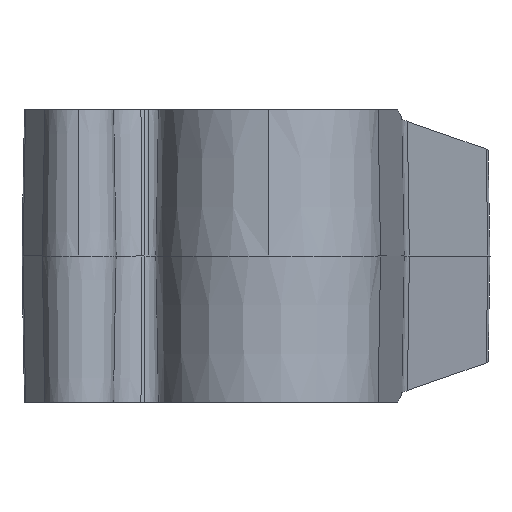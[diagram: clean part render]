
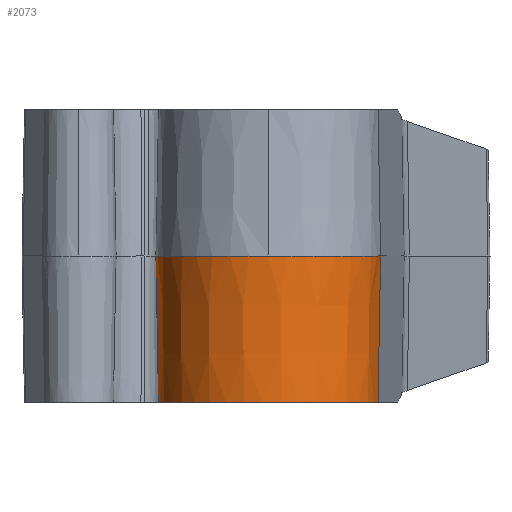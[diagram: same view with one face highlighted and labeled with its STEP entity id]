
A CAD part, left-side view. The second image highlights one B-rep face of the part: STEP entity #2073.
In plain terms, the highlighted conical face has half-angle 1 degrees and reference radius 3.81 mm.
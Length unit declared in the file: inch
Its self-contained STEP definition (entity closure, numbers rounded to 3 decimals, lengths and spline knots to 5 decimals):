
#32 = AXIS2_PLACEMENT_3D ( 'NONE', #799, #800, #802 ) ;
#36 = AXIS2_PLACEMENT_3D ( 'NONE', #1014, #1031, #1030 ) ;
#53 = AXIS2_PLACEMENT_3D ( 'NONE', #579, #580, #581 ) ;
#77 = EDGE_CURVE ( 'NONE', #352, #355, #1370, .T. ) ;
#142 = EDGE_CURVE ( 'NONE', #338, #355, #1609, .T. ) ;
#163 = EDGE_CURVE ( 'NONE', #338, #546, #1482, .T. ) ;
#219 = EDGE_CURVE ( 'NONE', #352, #371, #1575, .T. ) ;
#234 = EDGE_CURVE ( 'NONE', #371, #546, #1320, .T. ) ;
#274 = AXIS2_PLACEMENT_3D ( 'NONE', #1135, #1133, #1131 ) ;
#338 = VERTEX_POINT ( 'NONE', #836 ) ;
#352 = VERTEX_POINT ( 'NONE', #850 ) ;
#355 = VERTEX_POINT ( 'NONE', #852 ) ;
#371 = VERTEX_POINT ( 'NONE', #866 ) ;
#464 = DIRECTION ( 'NONE',  ( -0.006, -0.016, -1. ) ) ;
#470 = CARTESIAN_POINT ( 'NONE',  ( 117.11358, 322.45411, 19645.66929 ) ) ;
#546 = VERTEX_POINT ( 'NONE', #919 ) ;
#579 = CARTESIAN_POINT ( 'NONE',  ( 0., 0., 0. ) ) ;
#580 = DIRECTION ( 'NONE',  ( 0., 0., -1. ) ) ;
#581 = DIRECTION ( 'NONE',  ( 1., 0., 0. ) ) ;
#632 = DIRECTION ( 'NONE',  ( -0.002, -0.017, 1. ) ) ;
#633 = CARTESIAN_POINT ( 'NONE',  ( -36.73205, -341.09089, 19645.66929 ) ) ;
#799 = CARTESIAN_POINT ( 'NONE',  ( 0., 0., 0.195 ) ) ;
#800 = DIRECTION ( 'NONE',  ( 0., 0., 1. ) ) ;
#802 = DIRECTION ( 'NONE',  ( -1., 0., 0. ) ) ;
#836 = CARTESIAN_POINT ( 'NONE',  ( -0.0157, -0.14575, 0. ) ) ;
#850 = CARTESIAN_POINT ( 'NONE',  ( 0.05121, 0.14099, 0.195 ) ) ;
#852 = CARTESIAN_POINT ( 'NONE',  ( 0.05004, 0.13779, 0. ) ) ;
#866 = CARTESIAN_POINT ( 'NONE',  ( -0.15, 0., 0.195 ) ) ;
#919 = CARTESIAN_POINT ( 'NONE',  ( -0.01606, -0.14914, 0.195 ) ) ;
#1014 = CARTESIAN_POINT ( 'NONE',  ( 0., 0., 0.195 ) ) ;
#1030 = DIRECTION ( 'NONE',  ( -1., 0., 0. ) ) ;
#1031 = DIRECTION ( 'NONE',  ( 0., 0., 1. ) ) ;
#1131 = DIRECTION ( 'NONE',  ( 1., 0., 0. ) ) ;
#1133 = DIRECTION ( 'NONE',  ( 0., 0., 1. ) ) ;
#1135 = CARTESIAN_POINT ( 'NONE',  ( 0., 0., 0.195 ) ) ;
#1320 = CIRCLE ( 'NONE', #32, 0.15 ) ;
#1370 = LINE ( 'NONE', #470, #1581 ) ;
#1381 = FACE_OUTER_BOUND ( 'NONE', #1856, .T. ) ;
#1411 = CONICAL_SURFACE ( 'NONE', #274, 0.15, 0.017 ) ;
#1480 = VECTOR ( 'NONE', #632, 39.37008 ) ;
#1482 = LINE ( 'NONE', #633, #1480 ) ;
#1575 = CIRCLE ( 'NONE', #36, 0.15 ) ;
#1581 = VECTOR ( 'NONE', #464, 39.37008 ) ;
#1609 = CIRCLE ( 'NONE', #53, 0.1466 ) ;
#1801 = ORIENTED_EDGE ( 'NONE', *, *, #142, .F. ) ;
#1802 = ORIENTED_EDGE ( 'NONE', *, *, #163, .T. ) ;
#1803 = ORIENTED_EDGE ( 'NONE', *, *, #234, .F. ) ;
#1804 = ORIENTED_EDGE ( 'NONE', *, *, #219, .F. ) ;
#1849 = ORIENTED_EDGE ( 'NONE', *, *, #77, .T. ) ;
#1856 = EDGE_LOOP ( 'NONE', ( #1849, #1801, #1802, #1803, #1804 ) ) ;
#2073 = ADVANCED_FACE ( 'NONE', ( #1381 ), #1411, .T. ) ;
